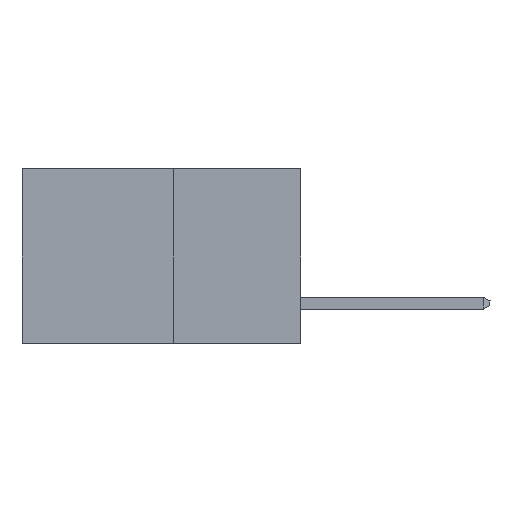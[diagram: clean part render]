
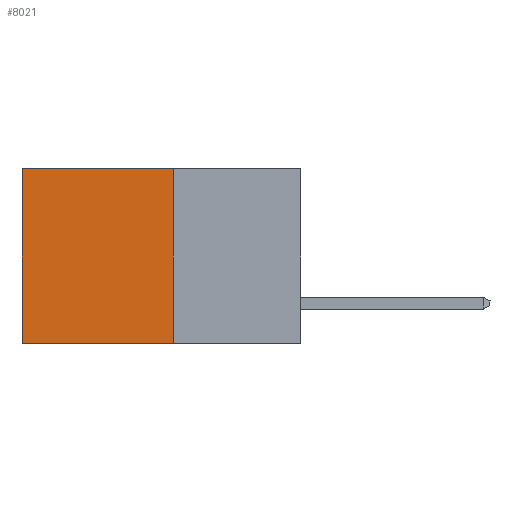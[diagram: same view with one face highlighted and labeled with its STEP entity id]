
A CAD part, left-side view. The second image highlights one B-rep face of the part: STEP entity #8021.
In plain terms, the highlighted planar face has unit normal (-1, 0, 0).
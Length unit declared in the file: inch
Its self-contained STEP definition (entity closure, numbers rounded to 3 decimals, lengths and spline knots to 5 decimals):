
#187 = LINE ( 'NONE', #2490, #13511 ) ;
#192 = VERTEX_POINT ( 'NONE', #804 ) ;
#804 = CARTESIAN_POINT ( 'NONE',  ( 0.277, 0.59, -0.37 ) ) ;
#1468 = EDGE_CURVE ( 'NONE', #29280, #192, #11762, .T. ) ;
#2480 = ORIENTED_EDGE ( 'NONE', *, *, #1468, .F. ) ;
#2490 = CARTESIAN_POINT ( 'NONE',  ( 0.277, 0.59, -0.37 ) ) ;
#4407 = CARTESIAN_POINT ( 'NONE',  ( 0.277, 0.27, 0. ) ) ;
#8021 = ADVANCED_FACE ( 'NONE', ( #9346 ), #18458, .F. ) ;
#9346 = FACE_OUTER_BOUND ( 'NONE', #22298, .T. ) ;
#10026 = VECTOR ( 'NONE', #24990, 39.37008 ) ;
#10327 = ORIENTED_EDGE ( 'NONE', *, *, #14584, .F. ) ;
#10728 = ORIENTED_EDGE ( 'NONE', *, *, #29768, .T. ) ;
#11762 = LINE ( 'NONE', #29208, #23147 ) ;
#13511 = VECTOR ( 'NONE', #18782, 39.37008 ) ;
#13697 = VECTOR ( 'NONE', #29389, 39.37008 ) ;
#14584 = EDGE_CURVE ( 'NONE', #28977, #29280, #28164, .T. ) ;
#14774 = CARTESIAN_POINT ( 'NONE',  ( 0.277, 0.27, -0.37 ) ) ;
#14912 = AXIS2_PLACEMENT_3D ( 'NONE', #18386, #18364, #18360 ) ;
#17958 = ORIENTED_EDGE ( 'NONE', *, *, #19211, .T. ) ;
#18360 = DIRECTION ( 'NONE',  ( 0., 0., -1. ) ) ;
#18364 = DIRECTION ( 'NONE',  ( 1., 0., 0. ) ) ;
#18386 = CARTESIAN_POINT ( 'NONE',  ( 0.277, 0.27, -0.37 ) ) ;
#18458 = PLANE ( 'NONE',  #14912 ) ;
#18782 = DIRECTION ( 'NONE',  ( 0., 0., -1. ) ) ;
#19211 = EDGE_CURVE ( 'NONE', #28977, #24960, #19705, .T. ) ;
#19705 = LINE ( 'NONE', #22551, #13697 ) ;
#21760 = DIRECTION ( 'NONE',  ( 0., 1., 0. ) ) ;
#22298 = EDGE_LOOP ( 'NONE', ( #10728, #2480, #10327, #17958 ) ) ;
#22551 = CARTESIAN_POINT ( 'NONE',  ( 0.277, 0.27, 0. ) ) ;
#23147 = VECTOR ( 'NONE', #21760, 39.37008 ) ;
#24960 = VERTEX_POINT ( 'NONE', #27584 ) ;
#24990 = DIRECTION ( 'NONE',  ( 0., 0., -1. ) ) ;
#27271 = CARTESIAN_POINT ( 'NONE',  ( 0.277, 0.27, -0.37 ) ) ;
#27584 = CARTESIAN_POINT ( 'NONE',  ( 0.277, 0.59, 0. ) ) ;
#28164 = LINE ( 'NONE', #27271, #10026 ) ;
#28977 = VERTEX_POINT ( 'NONE', #4407 ) ;
#29208 = CARTESIAN_POINT ( 'NONE',  ( 0.277, 0.27, -0.37 ) ) ;
#29280 = VERTEX_POINT ( 'NONE', #14774 ) ;
#29389 = DIRECTION ( 'NONE',  ( 0., 1., 0. ) ) ;
#29768 = EDGE_CURVE ( 'NONE', #24960, #192, #187, .T. ) ;
